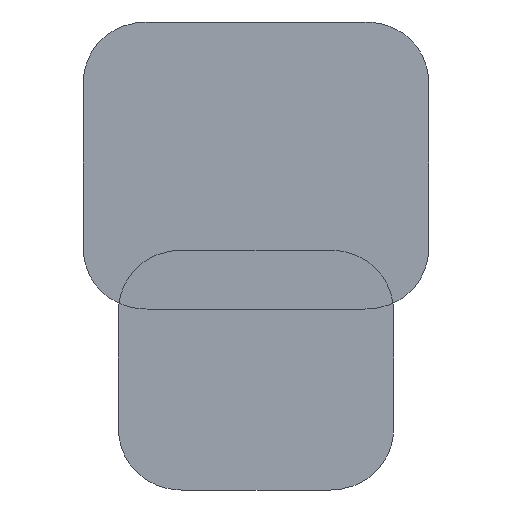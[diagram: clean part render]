
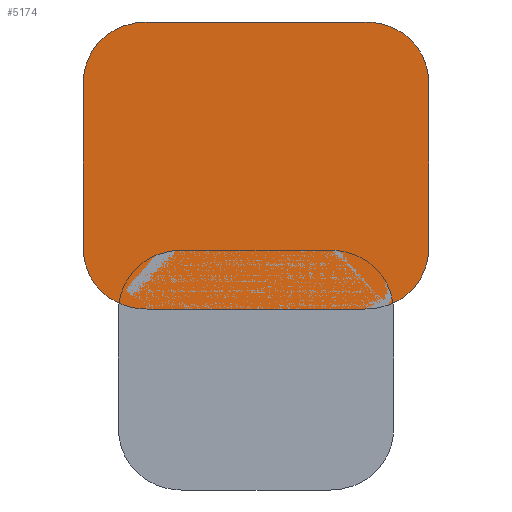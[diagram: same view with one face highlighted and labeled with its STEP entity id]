
A CAD part, top view. The second image highlights one B-rep face of the part: STEP entity #5174.
In plain terms, the highlighted planar face has unit normal (0, 0, 1).
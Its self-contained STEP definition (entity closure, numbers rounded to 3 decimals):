
#68 = DIRECTION ( 'NONE',  ( 1., 0., 0. ) ) ;
#87 = CARTESIAN_POINT ( 'NONE',  ( -1.936, 1.339, 3. ) ) ;
#198 = CARTESIAN_POINT ( 'NONE',  ( 2.013, -0.953, 3. ) ) ;
#244 = CARTESIAN_POINT ( 'NONE',  ( 2.013, 0.953, 3. ) ) ;
#285 = ORIENTED_EDGE ( 'NONE', *, *, #3171, .T. ) ;
#295 = EDGE_CURVE ( 'NONE', #3660, #5018, #3314, .T. ) ;
#365 = ORIENTED_EDGE ( 'NONE', *, *, #5339, .T. ) ;
#505 = ORIENTED_EDGE ( 'NONE', *, *, #5612, .T. ) ;
#539 = VERTEX_POINT ( 'NONE', #6053 ) ;
#584 = CARTESIAN_POINT ( 'NONE',  ( 0., 1.672, 3. ) ) ;
#605 = EDGE_CURVE ( 'NONE', #5789, #1876, #3416, .T. ) ;
#606 = CARTESIAN_POINT ( 'NONE',  ( 1.642, -1.588, 3. ) ) ;
#613 = CARTESIAN_POINT ( 'NONE',  ( -1.642, 1.588, 3. ) ) ;
#683 = CARTESIAN_POINT ( 'NONE',  ( -2.013, -0.953, 3. ) ) ;
#753 = CARTESIAN_POINT ( 'NONE',  ( 1.365, 1.672, 3. ) ) ;
#785 = CARTESIAN_POINT ( 'NONE',  ( 1.726, 1.537, 3. ) ) ;
#826 = B_SPLINE_CURVE_WITH_KNOTS ( 'NONE', 3,
 ( #683, #5362, #2112, #1611, #2540, #3520, #1204, #2567, #3092, #2599 ),
 .UNSPECIFIED., .F., .F.,
 ( 4, 2, 2, 2, 4 ),
 ( 0., 0., 0.001, 0.001, 0.001 ),
 .UNSPECIFIED. ) ;
#897 = DIRECTION ( 'NONE',  ( 0., 1., 0. ) ) ;
#934 = CARTESIAN_POINT ( 'NONE',  ( 2.013, 0., 3. ) ) ;
#952 = B_SPLINE_CURVE_WITH_KNOTS ( 'NONE', 3,
 ( #3365, #5231, #4778, #4311, #5261, #785, #5928, #3530, #753, #5895 ),
 .UNSPECIFIED., .F., .F.,
 ( 4, 2, 2, 2, 4 ),
 ( 0., 0., 0.001, 0.001, 0.001 ),
 .UNSPECIFIED. ) ;
#1047 = CARTESIAN_POINT ( 'NONE',  ( -1.724, 1.538, 3. ) ) ;
#1127 = CARTESIAN_POINT ( 'NONE',  ( 1.365, -1.672, 3. ) ) ;
#1198 = EDGE_CURVE ( 'NONE', #539, #4731, #2438, .T. ) ;
#1204 = CARTESIAN_POINT ( 'NONE',  ( -1.642, -1.588, 3. ) ) ;
#1268 = VECTOR ( 'NONE', #897, 1000. ) ;
#1324 = DIRECTION ( 'NONE',  ( 0., 0., -1. ) ) ;
#1381 = CARTESIAN_POINT ( 'NONE',  ( 0., 0., 3. ) ) ;
#1437 = ORIENTED_EDGE ( 'NONE', *, *, #605, .T. ) ;
#1501 = CARTESIAN_POINT ( 'NONE',  ( 1.724, -1.538, 3. ) ) ;
#1611 = CARTESIAN_POINT ( 'NONE',  ( -1.921, -1.324, 3. ) ) ;
#1804 = AXIS2_PLACEMENT_3D ( 'NONE', #1381, #1324, #5575 ) ;
#1818 = VECTOR ( 'NONE', #68, 1000. ) ;
#1876 = VERTEX_POINT ( 'NONE', #5000 ) ;
#2112 = CARTESIAN_POINT ( 'NONE',  ( -1.995, -1.146, 3. ) ) ;
#2146 = ORIENTED_EDGE ( 'NONE', *, *, #5907, .T. ) ;
#2191 = VERTEX_POINT ( 'NONE', #4736 ) ;
#2438 = LINE ( 'NONE', #584, #2468 ) ;
#2461 = CARTESIAN_POINT ( 'NONE',  ( -2.013, 1.148, 3. ) ) ;
#2468 = VECTOR ( 'NONE', #3426, 1000. ) ;
#2515 = CARTESIAN_POINT ( 'NONE',  ( -2.013, 0., 3. ) ) ;
#2540 = CARTESIAN_POINT ( 'NONE',  ( -1.865, -1.405, 3. ) ) ;
#2567 = CARTESIAN_POINT ( 'NONE',  ( -1.462, -1.655, 3. ) ) ;
#2599 = CARTESIAN_POINT ( 'NONE',  ( -1.268, -1.672, 3. ) ) ;
#2659 = VECTOR ( 'NONE', #4819, 1000. ) ;
#2718 = ORIENTED_EDGE ( 'NONE', *, *, #4139, .T. ) ;
#2757 = EDGE_LOOP ( 'NONE', ( #1437, #505, #2146, #285, #5717, #2718, #3988, #365 ) ) ;
#2788 = CARTESIAN_POINT ( 'NONE',  ( -2.013, 0.953, 3. ) ) ;
#2933 = CARTESIAN_POINT ( 'NONE',  ( -1.268, 1.672, 3. ) ) ;
#3016 = CARTESIAN_POINT ( 'NONE',  ( 1.46, -1.656, 3. ) ) ;
#3092 = CARTESIAN_POINT ( 'NONE',  ( -1.365, -1.672, 3. ) ) ;
#3171 = EDGE_CURVE ( 'NONE', #2191, #3660, #4831, .T. ) ;
#3314 = LINE ( 'NONE', #934, #1268 ) ;
#3365 = CARTESIAN_POINT ( 'NONE',  ( 2.013, 0.953, 3. ) ) ;
#3366 = CARTESIAN_POINT ( 'NONE',  ( -2.013, 0.953, 3. ) ) ;
#3416 = LINE ( 'NONE', #2515, #2659 ) ;
#3426 = DIRECTION ( 'NONE',  ( -1., 0., 0. ) ) ;
#3430 = CARTESIAN_POINT ( 'NONE',  ( -1.268, -1.672, 3. ) ) ;
#3448 = CARTESIAN_POINT ( 'NONE',  ( -1.365, 1.672, 3. ) ) ;
#3520 = CARTESIAN_POINT ( 'NONE',  ( -1.726, -1.537, 3. ) ) ;
#3530 = CARTESIAN_POINT ( 'NONE',  ( 1.462, 1.655, 3. ) ) ;
#3660 = VERTEX_POINT ( 'NONE', #5584 ) ;
#3988 = ORIENTED_EDGE ( 'NONE', *, *, #1198, .T. ) ;
#4139 = EDGE_CURVE ( 'NONE', #5018, #539, #952, .T. ) ;
#4196 = CARTESIAN_POINT ( 'NONE',  ( -1.268, 1.672, 3. ) ) ;
#4292 = LINE ( 'NONE', #5674, #1818 ) ;
#4311 = CARTESIAN_POINT ( 'NONE',  ( 1.921, 1.324, 3. ) ) ;
#4575 = B_SPLINE_CURVE_WITH_KNOTS ( 'NONE', 3,
 ( #2933, #3448, #5313, #613, #1047, #87, #2461, #3366 ),
 .UNSPECIFIED., .F., .F.,
 ( 4, 2, 2, 4 ),
 ( 0., 0., 0.001, 0.001 ),
 .UNSPECIFIED. ) ;
#4731 = VERTEX_POINT ( 'NONE', #4196 ) ;
#4736 = CARTESIAN_POINT ( 'NONE',  ( 1.268, -1.672, 3. ) ) ;
#4775 = CARTESIAN_POINT ( 'NONE',  ( 2.013, -1.148, 3. ) ) ;
#4778 = CARTESIAN_POINT ( 'NONE',  ( 1.995, 1.146, 3. ) ) ;
#4819 = DIRECTION ( 'NONE',  ( 0., -1., 0. ) ) ;
#4831 = B_SPLINE_CURVE_WITH_KNOTS ( 'NONE', 3,
 ( #5341, #1127, #3016, #606, #1501, #4884, #4775, #198 ),
 .UNSPECIFIED., .F., .F.,
 ( 4, 2, 2, 4 ),
 ( 0., 0., 0.001, 0.001 ),
 .UNSPECIFIED. ) ;
#4884 = CARTESIAN_POINT ( 'NONE',  ( 1.936, -1.339, 3. ) ) ;
#4927 = VERTEX_POINT ( 'NONE', #3430 ) ;
#5000 = CARTESIAN_POINT ( 'NONE',  ( -2.013, -0.953, 3. ) ) ;
#5018 = VERTEX_POINT ( 'NONE', #244 ) ;
#5110 = FACE_OUTER_BOUND ( 'NONE', #2757, .T. ) ;
#5173 = PLANE ( 'NONE',  #1804 ) ;
#5174 = ADVANCED_FACE ( 'NONE', ( #5110 ), #5173, .F. ) ;
#5231 = CARTESIAN_POINT ( 'NONE',  ( 2.013, 1.05, 3. ) ) ;
#5261 = CARTESIAN_POINT ( 'NONE',  ( 1.865, 1.405, 3. ) ) ;
#5313 = CARTESIAN_POINT ( 'NONE',  ( -1.46, 1.656, 3. ) ) ;
#5339 = EDGE_CURVE ( 'NONE', #4731, #5789, #4575, .T. ) ;
#5341 = CARTESIAN_POINT ( 'NONE',  ( 1.268, -1.672, 3. ) ) ;
#5362 = CARTESIAN_POINT ( 'NONE',  ( -2.013, -1.05, 3. ) ) ;
#5575 = DIRECTION ( 'NONE',  ( -1., 0., 0. ) ) ;
#5584 = CARTESIAN_POINT ( 'NONE',  ( 2.013, -0.953, 3. ) ) ;
#5612 = EDGE_CURVE ( 'NONE', #1876, #4927, #826, .T. ) ;
#5674 = CARTESIAN_POINT ( 'NONE',  ( 0., -1.672, 3. ) ) ;
#5717 = ORIENTED_EDGE ( 'NONE', *, *, #295, .T. ) ;
#5789 = VERTEX_POINT ( 'NONE', #2788 ) ;
#5895 = CARTESIAN_POINT ( 'NONE',  ( 1.268, 1.672, 3. ) ) ;
#5907 = EDGE_CURVE ( 'NONE', #4927, #2191, #4292, .T. ) ;
#5928 = CARTESIAN_POINT ( 'NONE',  ( 1.642, 1.588, 3. ) ) ;
#6053 = CARTESIAN_POINT ( 'NONE',  ( 1.268, 1.672, 3. ) ) ;
